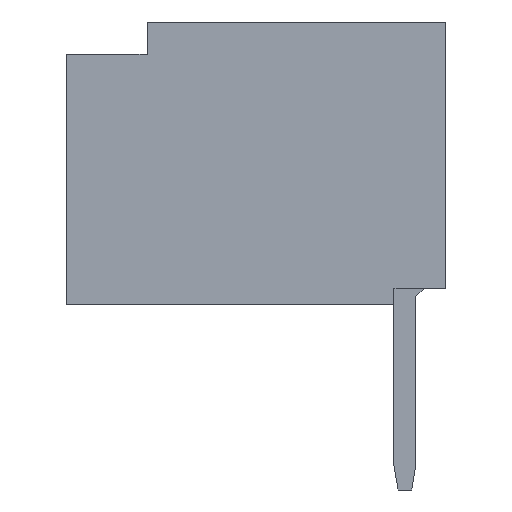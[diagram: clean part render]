
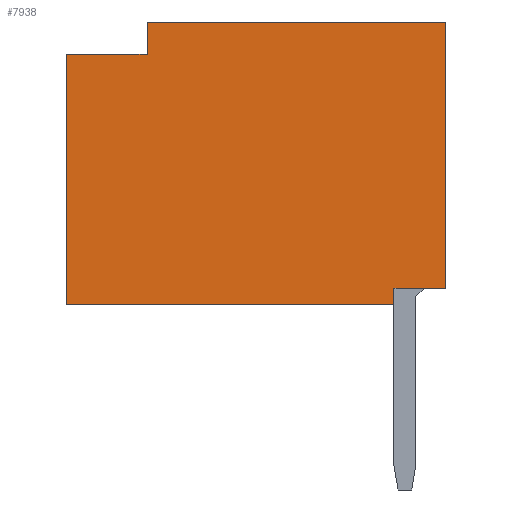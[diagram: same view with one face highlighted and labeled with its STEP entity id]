
A CAD part, left-side view. The second image highlights one B-rep face of the part: STEP entity #7938.
In plain terms, the highlighted planar face has unit normal (-1, 0, 0).
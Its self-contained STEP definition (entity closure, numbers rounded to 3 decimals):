
#662=ORIENTED_EDGE('',*,*,#2079,.F.);
#663=ORIENTED_EDGE('',*,*,#2189,.T.);
#664=ORIENTED_EDGE('',*,*,#2250,.T.);
#665=ORIENTED_EDGE('',*,*,#2251,.T.);
#666=ORIENTED_EDGE('',*,*,#2201,.F.);
#667=ORIENTED_EDGE('',*,*,#2196,.T.);
#668=ORIENTED_EDGE('',*,*,#2248,.T.);
#669=ORIENTED_EDGE('',*,*,#2252,.T.);
#2079=EDGE_CURVE('',#2906,#2907,#3436,.T.);
#2189=EDGE_CURVE('',#2906,#2993,#3546,.T.);
#2196=EDGE_CURVE('',#2998,#2997,#3553,.T.);
#2201=EDGE_CURVE('',#2998,#3000,#3558,.T.);
#2248=EDGE_CURVE('',#2997,#3030,#3605,.T.);
#2250=EDGE_CURVE('',#2993,#3031,#3607,.T.);
#2251=EDGE_CURVE('',#3031,#3000,#3608,.T.);
#2252=EDGE_CURVE('',#3030,#2907,#3609,.T.);
#2906=VERTEX_POINT('',#10323);
#2907=VERTEX_POINT('',#10325);
#2993=VERTEX_POINT('',#10552);
#2997=VERTEX_POINT('',#10565);
#2998=VERTEX_POINT('',#10567);
#3000=VERTEX_POINT('',#10572);
#3030=VERTEX_POINT('',#10668);
#3031=VERTEX_POINT('',#10674);
#3436=LINE('',#10324,#4079);
#3546=LINE('',#10553,#4189);
#3553=LINE('',#10566,#4196);
#3558=LINE('',#10576,#4201);
#3605=LINE('',#10669,#4248);
#3607=LINE('',#10673,#4250);
#3608=LINE('',#10675,#4251);
#3609=LINE('',#10676,#4252);
#4079=VECTOR('',#8756,1000.);
#4189=VECTOR('',#8930,1000.);
#4196=VECTOR('',#8941,1000.);
#4201=VECTOR('',#8948,1000.);
#4248=VECTOR('',#9029,1000.);
#4250=VECTOR('',#9035,1000.);
#4251=VECTOR('',#9036,1000.);
#4252=VECTOR('',#9037,1000.);
#4726=EDGE_LOOP('',(#662,#663,#664,#665,#666,#667,#668,#669));
#5067=FACE_BOUND('',#4726,.T.);
#5408=PLANE('',#8275);
#7938=ADVANCED_FACE('',(#5067),#5408,.T.);
#8275=AXIS2_PLACEMENT_3D('',#10672,#9033,#9034);
#8756=DIRECTION('',(0.,1.,0.));
#8930=DIRECTION('',(0.,0.,-1.));
#8941=DIRECTION('',(0.,0.,1.));
#8948=DIRECTION('',(0.,-1.,0.));
#9029=DIRECTION('',(0.,1.,0.));
#9033=DIRECTION('',(-1.,0.,0.));
#9034=DIRECTION('',(0.,0.,1.));
#9035=DIRECTION('',(0.,-1.,0.));
#9036=DIRECTION('',(0.,0.,1.));
#9037=DIRECTION('',(0.,0.,-1.));
#10323=CARTESIAN_POINT('',(-5.25,1.55,-1.71));
#10324=CARTESIAN_POINT('',(-5.25,1.55,-1.71));
#10325=CARTESIAN_POINT('',(-5.25,1.75,-1.71));
#10552=CARTESIAN_POINT('',(-5.25,1.55,-2.35));
#10553=CARTESIAN_POINT('',(-5.25,1.55,-1.81));
#10565=CARTESIAN_POINT('',(-5.25,-1.35,2.35));
#10566=CARTESIAN_POINT('',(-5.25,-1.35,1.35));
#10567=CARTESIAN_POINT('',(-5.25,-1.35,1.35));
#10572=CARTESIAN_POINT('',(-5.25,-1.75,1.35));
#10576=CARTESIAN_POINT('',(-5.25,-1.35,1.35));
#10668=CARTESIAN_POINT('',(-5.25,1.75,2.35));
#10669=CARTESIAN_POINT('',(-5.25,-1.75,2.35));
#10672=CARTESIAN_POINT('',(-5.25,0.,0.));
#10673=CARTESIAN_POINT('',(-5.25,1.75,-2.35));
#10674=CARTESIAN_POINT('',(-5.25,-1.75,-2.35));
#10675=CARTESIAN_POINT('',(-5.25,-1.75,-2.35));
#10676=CARTESIAN_POINT('',(-5.25,1.75,2.35));
